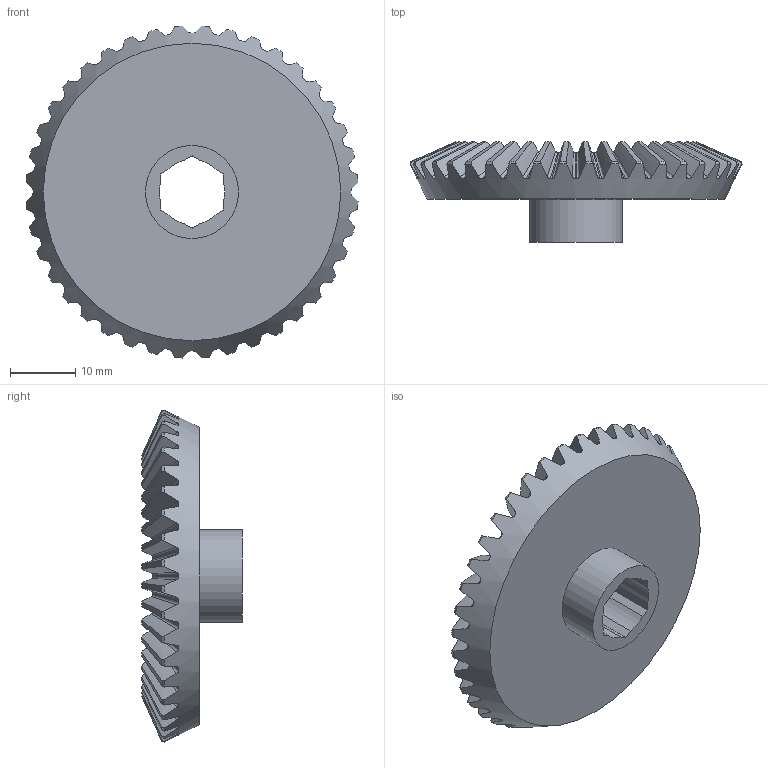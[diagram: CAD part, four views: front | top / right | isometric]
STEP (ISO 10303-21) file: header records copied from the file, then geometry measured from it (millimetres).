
FILE_DESCRIPTION(/* description */ (''),/* implementation_level */ '2;1');
FILE_NAME(/* name */ 'Bevel gear.stp',/* time_stamp */ '2019-10-21T18:34:43-04:00',/* author */ ('josh'),/* organization */ (''),/* preprocessor_version */ 'ST-DEVELOPER v17.2',/* originating_system */ 'Autodesk Inventor 2019',/* authorisation */ '');
FILE_SCHEMA (('AUTOMOTIVE_DESIGN { 1 0 10303 214 3 1 1 }'));
Length unit declared in the file: inch
Products named in the file (1): Bevel gear
Bounding box: 50.76 x 15.38 x 50.76 mm (x, y, z)
Volume: 11234.7 mm3; surface area: 6135.6 mm2
Topology: 1 solids, 1 shells, 350 faces, 1045 edges, 698 vertices
Faces by surface type: bspline 200, cone 128, plane 15, cylinder 7
Full cylindrical faces by diameter (mm): 14.224 x1
Entity records: 17404 total; most frequent: CARTESIAN_POINT 9178, ORIENTED_EDGE 2090, DIRECTION 1203, EDGE_CURVE 1045, VERTEX_POINT 698, AXIS2_PLACEMENT_3D 499, B_SPLINE_CURVE_WITH_KNOTS 480, EDGE_LOOP 353
